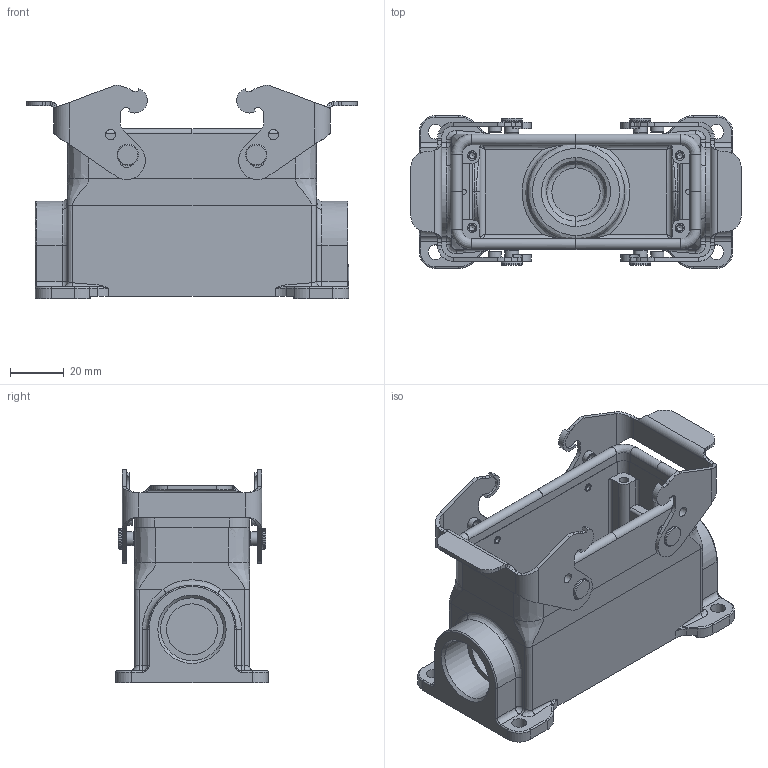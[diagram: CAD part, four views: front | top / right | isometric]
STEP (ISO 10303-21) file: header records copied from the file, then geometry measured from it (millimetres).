
FILE_DESCRIPTION(/* description */ (''),/* implementation_level */ '2;1');
FILE_NAME(/* name */ 'c3d-c146 10n016 500 1nxm001-01.stp',/* time_stamp */ '2015-11-05T09:35:30+01:00',/* author */ (''),/* organization */ (''),/* preprocessor_version */ 'ST-DEVELOPER v15',/* originating_system */ 'SIEMENS PLM Software NX 9.0',/* authorisation */ '');
FILE_SCHEMA (('AP203_CONFIGURATION_CONTROLLED_3D_DESIGN_OF_MECHANICAL_PARTS_AND_ASSEMBLIES_MIM_LF { 1 0 10303 403 2 1 2}'));
Length unit declared in the file: millimetre
Products named in the file (1): jens17D8E3FFc0y2
Bounding box: 123.4 x 57 x 79.8 mm (x, y, z)
Volume: 103475.7 mm3; surface area: 58897.9 mm2
Topology: 1 solids, 3 shells, 616 faces, 1576 edges, 959 vertices
Faces by surface type: plane 232, cylinder 208, bspline 125, cone 22, torus 16, extrusion 5, sphere 4, revolution 4
Full cylindrical faces by diameter (mm): 2.5 x4, 2.95 x4, 3 x4, 3.5 x4, 3.8 x4, 4.9 x4, 5.1 x4, 5.5 x4, 8 x4, 19 x1, 23.5 x1, 23.539 x1
Entity records: 22281 total; most frequent: CARTESIAN_POINT 8484, ORIENTED_EDGE 2880, DIRECTION 2707, EDGE_CURVE 1440, AXIS2_PLACEMENT_3D 1014, VERTEX_POINT 934, EDGE_LOOP 746, VECTOR 675
